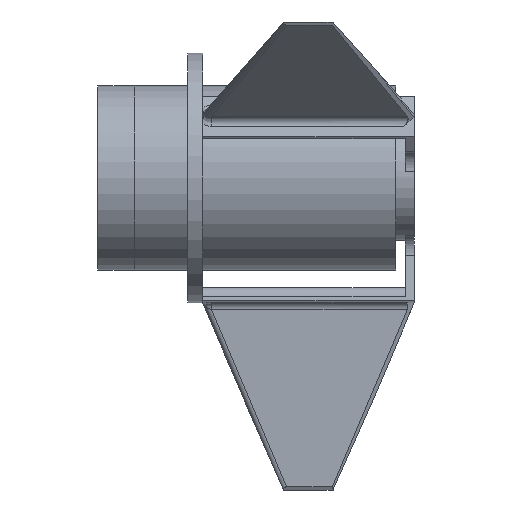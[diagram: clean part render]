
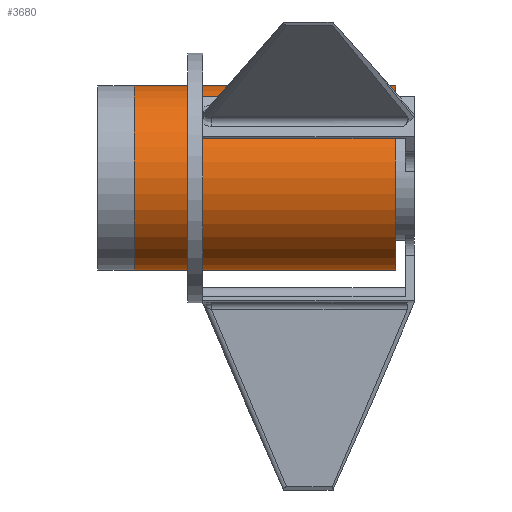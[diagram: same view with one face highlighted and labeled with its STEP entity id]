
A CAD part, left-side view. The second image highlights one B-rep face of the part: STEP entity #3680.
In plain terms, the highlighted cylindrical face has radius 25.025 mm (diameter 50.05 mm), a full revolution.
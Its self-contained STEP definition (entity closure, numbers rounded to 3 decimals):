
#428=FACE_OUTER_BOUND('',#638,.T.);
#638=EDGE_LOOP('',(#3386,#3387,#3388,#3389));
#913=LINE('',#7016,#1184);
#1184=VECTOR('',#5224,25.025);
#1366=CIRCLE('',#4080,25.025);
#1379=CIRCLE('',#4103,25.025);
#1715=VERTEX_POINT('',#6911);
#1742=VERTEX_POINT('',#6991);
#2239=EDGE_CURVE('',#1715,#1715,#1366,.T.);
#2282=EDGE_CURVE('',#1742,#1742,#1379,.T.);
#2293=EDGE_CURVE('',#1715,#1742,#913,.T.);
#3386=ORIENTED_EDGE('',*,*,#2239,.T.);
#3387=ORIENTED_EDGE('',*,*,#2293,.T.);
#3388=ORIENTED_EDGE('',*,*,#2282,.F.);
#3389=ORIENTED_EDGE('',*,*,#2293,.F.);
#3485=CYLINDRICAL_SURFACE('',#4116,25.025);
#3680=ADVANCED_FACE('',(#428),#3485,.T.);
#4080=AXIS2_PLACEMENT_3D('',#6912,#5112,#5113);
#4103=AXIS2_PLACEMENT_3D('',#6992,#5188,#5189);
#4116=AXIS2_PLACEMENT_3D('',#7015,#5222,#5223);
#5112=DIRECTION('center_axis',(0.,-1.,0.));
#5113=DIRECTION('ref_axis',(1.,0.,0.));
#5188=DIRECTION('center_axis',(0.,-1.,0.));
#5189=DIRECTION('ref_axis',(1.,0.,0.));
#5222=DIRECTION('center_axis',(0.,1.,0.));
#5223=DIRECTION('ref_axis',(1.,0.,0.));
#5224=DIRECTION('',(0.,-1.,0.));
#6911=CARTESIAN_POINT('',(-25.025,68.5,0.));
#6912=CARTESIAN_POINT('Origin',(0.,68.5,0.));
#6991=CARTESIAN_POINT('',(-25.025,-2.5,0.));
#6992=CARTESIAN_POINT('Origin',(0.,-2.5,0.));
#7015=CARTESIAN_POINT('Origin',(0.,-2.5,0.));
#7016=CARTESIAN_POINT('',(-25.025,-2.5,0.));
